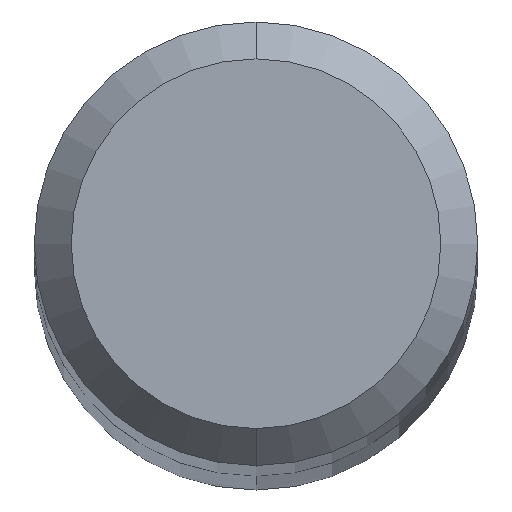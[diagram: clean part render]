
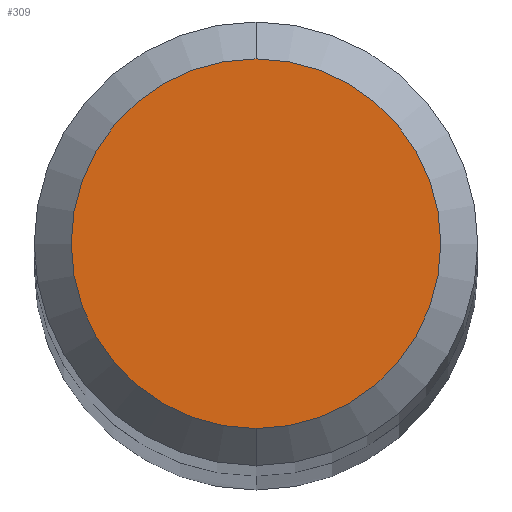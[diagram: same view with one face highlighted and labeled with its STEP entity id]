
A CAD part, top view. The second image highlights one B-rep face of the part: STEP entity #309.
In plain terms, the highlighted planar face has unit normal (0, 0, 1).
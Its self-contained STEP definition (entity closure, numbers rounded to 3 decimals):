
#185=VERTEX_POINT('',#446);
#197=VERTEX_POINT('',#459);
#277=EDGE_CURVE('',#197,#185,#547,.T.);
#287=EDGE_CURVE('',#185,#197,#557,.T.);
#309=ADVANCED_FACE('',(#582),#583,.T.);
#446=CARTESIAN_POINT('',(0.0,1.5,47.0));
#459=CARTESIAN_POINT('',(0.,-1.5,47.0));
#547=CIRCLE('',#951,1.5);
#557=CIRCLE('',#962,1.5);
#582=FACE_OUTER_BOUND('',#1037,.T.);
#583=PLANE('',#1038);
#951=AXIS2_PLACEMENT_3D('',#1430,#1431,#1432);
#962=AXIS2_PLACEMENT_3D('',#1433,#1434,#1435);
#1037=EDGE_LOOP('',(#1473,#1474));
#1038=AXIS2_PLACEMENT_3D('',#1475,#1476,#1477);
#1430=CARTESIAN_POINT('',(0.0,0.0,47.0));
#1431=DIRECTION('',(0.0,0.0,-1.0));
#1432=DIRECTION('',(0.0,1.0,0.0));
#1433=CARTESIAN_POINT('',(0.0,0.0,47.0));
#1434=DIRECTION('',(0.0,0.0,-1.0));
#1435=DIRECTION('',(0.0,1.0,0.0));
#1473=ORIENTED_EDGE('',*,*,#287,.F.);
#1474=ORIENTED_EDGE('',*,*,#277,.F.);
#1475=CARTESIAN_POINT('',(0.0,0.75,47.0));
#1476=DIRECTION('',(0.0,0.0,1.0));
#1477=DIRECTION('',(0.0,-1.0,0.0));
